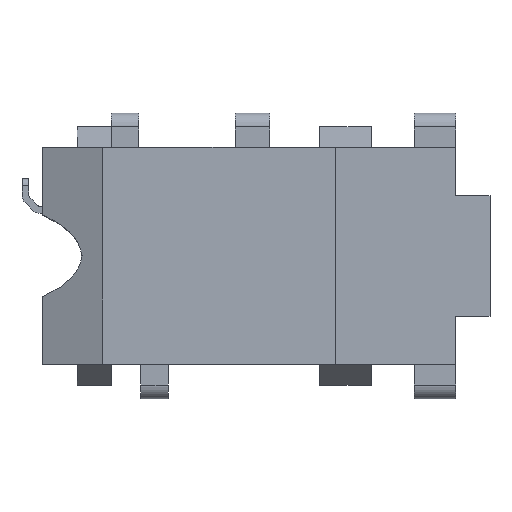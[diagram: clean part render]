
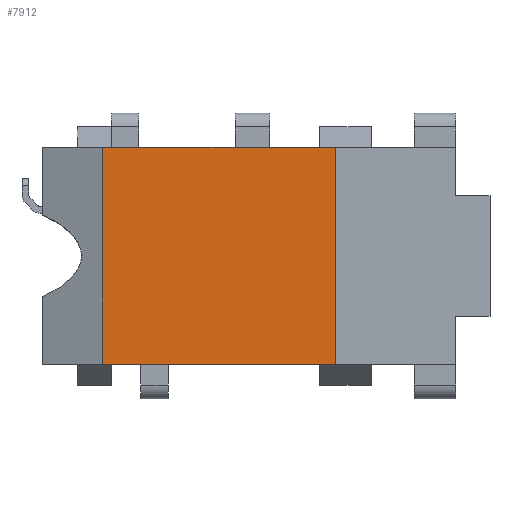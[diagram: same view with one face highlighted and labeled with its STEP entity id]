
A CAD part, top view. The second image highlights one B-rep face of the part: STEP entity #7912.
In plain terms, the highlighted planar face has unit normal (0, 0, 1).
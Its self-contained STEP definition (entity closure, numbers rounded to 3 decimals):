
#64 = EDGE_LOOP ( 'NONE', ( #6714, #15355, #6379, #3805 ) ) ;
#1063 = DIRECTION ( 'NONE',  ( -1., 0., 0. ) ) ;
#1802 = FACE_OUTER_BOUND ( 'NONE', #64, .T. ) ;
#1823 = VERTEX_POINT ( 'NONE', #3107 ) ;
#2060 = VERTEX_POINT ( 'NONE', #14481 ) ;
#2302 = AXIS2_PLACEMENT_3D ( 'NONE', #4647, #11975, #1063 ) ;
#2467 = DIRECTION ( 'NONE',  ( 0., -1., 0. ) ) ;
#3107 = CARTESIAN_POINT ( 'NONE',  ( 2., -3.15, 2.1 ) ) ;
#3569 = CARTESIAN_POINT ( 'NONE',  ( -6.5, 3.15, 2.1 ) ) ;
#3805 = ORIENTED_EDGE ( 'NONE', *, *, #8656, .F. ) ;
#4175 = VERTEX_POINT ( 'NONE', #6742 ) ;
#4647 = CARTESIAN_POINT ( 'NONE',  ( 0., 0., 2.1 ) ) ;
#4934 = LINE ( 'NONE', #15665, #10885 ) ;
#6052 = VECTOR ( 'NONE', #7173, 1000. ) ;
#6379 = ORIENTED_EDGE ( 'NONE', *, *, #15349, .T. ) ;
#6654 = PLANE ( 'NONE',  #2302 ) ;
#6714 = ORIENTED_EDGE ( 'NONE', *, *, #14008, .T. ) ;
#6742 = CARTESIAN_POINT ( 'NONE',  ( -4.75, 3.15, 2.1 ) ) ;
#6833 = CARTESIAN_POINT ( 'NONE',  ( 2., 3.15, 2.1 ) ) ;
#6905 = DIRECTION ( 'NONE',  ( 0., -1., 0. ) ) ;
#7173 = DIRECTION ( 'NONE',  ( -1., 0., 0. ) ) ;
#7623 = VECTOR ( 'NONE', #13818, 1000. ) ;
#7804 = LINE ( 'NONE', #11122, #7623 ) ;
#7912 = ADVANCED_FACE ( 'NONE', ( #1802 ), #6654, .F. ) ;
#8344 = VECTOR ( 'NONE', #6905, 1000. ) ;
#8454 = VERTEX_POINT ( 'NONE', #11625 ) ;
#8656 = EDGE_CURVE ( 'NONE', #2060, #1823, #9287, .T. ) ;
#9287 = LINE ( 'NONE', #6833, #8344 ) ;
#10885 = VECTOR ( 'NONE', #2467, 1000. ) ;
#11122 = CARTESIAN_POINT ( 'NONE',  ( -6.5, -3.15, 2.1 ) ) ;
#11625 = CARTESIAN_POINT ( 'NONE',  ( -4.75, -3.15, 2.1 ) ) ;
#11975 = DIRECTION ( 'NONE',  ( 0., 0., -1. ) ) ;
#13363 = LINE ( 'NONE', #3569, #6052 ) ;
#13818 = DIRECTION ( 'NONE',  ( 1., 0., 0. ) ) ;
#14008 = EDGE_CURVE ( 'NONE', #2060, #4175, #13363, .T. ) ;
#14481 = CARTESIAN_POINT ( 'NONE',  ( 2., 3.15, 2.1 ) ) ;
#14859 = EDGE_CURVE ( 'NONE', #4175, #8454, #4934, .T. ) ;
#15349 = EDGE_CURVE ( 'NONE', #8454, #1823, #7804, .T. ) ;
#15355 = ORIENTED_EDGE ( 'NONE', *, *, #14859, .T. ) ;
#15665 = CARTESIAN_POINT ( 'NONE',  ( -4.75, 0., 2.1 ) ) ;
